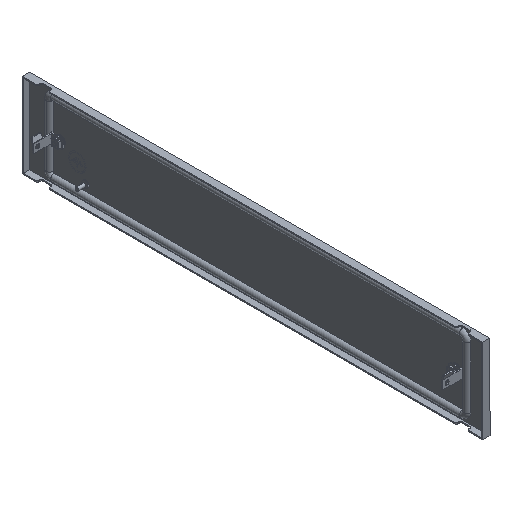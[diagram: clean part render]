
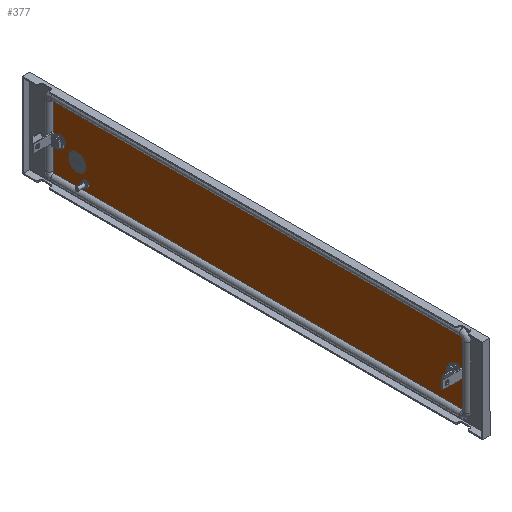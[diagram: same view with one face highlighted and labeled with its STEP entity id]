
A CAD part, isometric view. The second image highlights one B-rep face of the part: STEP entity #377.
In plain terms, the highlighted planar face has unit normal (-1, 0, 0).
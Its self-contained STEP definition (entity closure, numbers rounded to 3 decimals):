
#8 = DIRECTION ( 'NONE',  ( 0., -1., 0. ) ) ;
#79 = DIRECTION ( 'NONE',  ( 0., 1., 0. ) ) ;
#87 = VERTEX_POINT ( 'NONE', #8832 ) ;
#106 = ORIENTED_EDGE ( 'NONE', *, *, #5079, .T. ) ;
#218 = LINE ( 'NONE', #3018, #9216 ) ;
#238 = AXIS2_PLACEMENT_3D ( 'NONE', #10772, #1651, #7305 ) ;
#289 = DIRECTION ( 'NONE',  ( 1., 0., 0. ) ) ;
#377 = ADVANCED_FACE ( 'NONE', ( #1897, #1068, #4819, #4694, #5524 ), #8274, .F. ) ;
#544 = EDGE_CURVE ( 'NONE', #2355, #7559, #7128, .T. ) ;
#579 = AXIS2_PLACEMENT_3D ( 'NONE', #5556, #9478, #4542 ) ;
#582 = CARTESIAN_POINT ( 'NONE',  ( -2., -341.5, 0. ) ) ;
#675 = ORIENTED_EDGE ( 'NONE', *, *, #6214, .F. ) ;
#719 = AXIS2_PLACEMENT_3D ( 'NONE', #11521, #1573, #1454 ) ;
#766 = VECTOR ( 'NONE', #79, 1000. ) ;
#1050 = ORIENTED_EDGE ( 'NONE', *, *, #2151, .F. ) ;
#1068 = FACE_BOUND ( 'NONE', #2500, .T. ) ;
#1158 = AXIS2_PLACEMENT_3D ( 'NONE', #5676, #6444, #9077 ) ;
#1162 = EDGE_LOOP ( 'NONE', ( #11671, #5345 ) ) ;
#1235 = DIRECTION ( 'NONE',  ( 0., -1., 0. ) ) ;
#1258 = AXIS2_PLACEMENT_3D ( 'NONE', #10900, #5300, #7266 ) ;
#1323 = ORIENTED_EDGE ( 'NONE', *, *, #10594, .F. ) ;
#1436 = EDGE_CURVE ( 'NONE', #87, #11182, #5552, .T. ) ;
#1454 = DIRECTION ( 'NONE',  ( 0., -1., 0. ) ) ;
#1458 = CARTESIAN_POINT ( 'NONE',  ( -2., 354.5, -53. ) ) ;
#1573 = DIRECTION ( 'NONE',  ( -1., 0., 0. ) ) ;
#1651 = DIRECTION ( 'NONE',  ( -1., 0., 0. ) ) ;
#1681 = DIRECTION ( 'NONE',  ( 0., 0., -1. ) ) ;
#1705 = DIRECTION ( 'NONE',  ( -1., 0., 0. ) ) ;
#1730 = VERTEX_POINT ( 'NONE', #1458 ) ;
#1790 = VERTEX_POINT ( 'NONE', #11643 ) ;
#1864 = CIRCLE ( 'NONE', #719, 8.243 ) ;
#1873 = CARTESIAN_POINT ( 'NONE',  ( -2., 341.5, 8.243 ) ) ;
#1897 = FACE_BOUND ( 'NONE', #6567, .T. ) ;
#1968 = VECTOR ( 'NONE', #2547, 1000. ) ;
#2010 = CARTESIAN_POINT ( 'NONE',  ( -2., -352.5, 55. ) ) ;
#2136 = AXIS2_PLACEMENT_3D ( 'NONE', #4303, #4424, #4478 ) ;
#2151 = EDGE_CURVE ( 'NONE', #2455, #1790, #4380, .T. ) ;
#2230 = EDGE_CURVE ( 'NONE', #1730, #9997, #6118, .T. ) ;
#2300 = CARTESIAN_POINT ( 'NONE',  ( -2., 352.5, 55. ) ) ;
#2342 = VERTEX_POINT ( 'NONE', #10990 ) ;
#2355 = VERTEX_POINT ( 'NONE', #8187 ) ;
#2455 = VERTEX_POINT ( 'NONE', #7718 ) ;
#2500 = EDGE_LOOP ( 'NONE', ( #2733, #7219 ) ) ;
#2547 = DIRECTION ( 'NONE',  ( 0., 0., 1. ) ) ;
#2561 = VERTEX_POINT ( 'NONE', #11175 ) ;
#2637 = EDGE_CURVE ( 'NONE', #11302, #2342, #1864, .T. ) ;
#2709 = EDGE_CURVE ( 'NONE', #7974, #8190, #5855, .T. ) ;
#2733 = ORIENTED_EDGE ( 'NONE', *, *, #1436, .F. ) ;
#2856 = CIRCLE ( 'NONE', #579, 15. ) ;
#3014 = EDGE_CURVE ( 'NONE', #8190, #7974, #4775, .T. ) ;
#3018 = CARTESIAN_POINT ( 'NONE',  ( -2., -354.5, 0. ) ) ;
#3129 = AXIS2_PLACEMENT_3D ( 'NONE', #9518, #1705, #4276 ) ;
#3307 = VERTEX_POINT ( 'NONE', #2300 ) ;
#3476 = DIRECTION ( 'NONE',  ( 1., 0., 0. ) ) ;
#3627 = ORIENTED_EDGE ( 'NONE', *, *, #9052, .F. ) ;
#3657 = VECTOR ( 'NONE', #8799, 1000. ) ;
#3734 = CIRCLE ( 'NONE', #1258, 2. ) ;
#3768 = DIRECTION ( 'NONE',  ( -1., 0., 0. ) ) ;
#3785 = EDGE_LOOP ( 'NONE', ( #3877, #675 ) ) ;
#3796 = CARTESIAN_POINT ( 'NONE',  ( -2., 297.5, -18. ) ) ;
#3851 = CIRCLE ( 'NONE', #2136, 2. ) ;
#3877 = ORIENTED_EDGE ( 'NONE', *, *, #2637, .F. ) ;
#4276 = DIRECTION ( 'NONE',  ( 0., 0., -1. ) ) ;
#4303 = CARTESIAN_POINT ( 'NONE',  ( -2., -352.5, -53. ) ) ;
#4380 = LINE ( 'NONE', #6058, #3657 ) ;
#4424 = DIRECTION ( 'NONE',  ( 1., 0., 0. ) ) ;
#4478 = DIRECTION ( 'NONE',  ( 0., -1., 0. ) ) ;
#4542 = DIRECTION ( 'NONE',  ( 0., 0., -1. ) ) ;
#4643 = ORIENTED_EDGE ( 'NONE', *, *, #544, .F. ) ;
#4694 = FACE_BOUND ( 'NONE', #1162, .T. ) ;
#4775 = CIRCLE ( 'NONE', #7057, 8.243 ) ;
#4819 = FACE_BOUND ( 'NONE', #3785, .T. ) ;
#4945 = LINE ( 'NONE', #11752, #766 ) ;
#5042 = DIRECTION ( 'NONE',  ( -1., 0., 0. ) ) ;
#5079 = EDGE_CURVE ( 'NONE', #9644, #9825, #6291, .T. ) ;
#5300 = DIRECTION ( 'NONE',  ( -1., 0., 0. ) ) ;
#5345 = ORIENTED_EDGE ( 'NONE', *, *, #3014, .F. ) ;
#5416 = ORIENTED_EDGE ( 'NONE', *, *, #6428, .F. ) ;
#5524 = FACE_OUTER_BOUND ( 'NONE', #6650, .T. ) ;
#5552 = CIRCLE ( 'NONE', #238, 2.65 ) ;
#5556 = CARTESIAN_POINT ( 'NONE',  ( -2., 312.5, -18. ) ) ;
#5676 = CARTESIAN_POINT ( 'NONE',  ( -2., -352.5, 53. ) ) ;
#5855 = CIRCLE ( 'NONE', #11747, 8.243 ) ;
#5884 = CARTESIAN_POINT ( 'NONE',  ( -2., -354.5, 53. ) ) ;
#5923 = ORIENTED_EDGE ( 'NONE', *, *, #9088, .T. ) ;
#6053 = CARTESIAN_POINT ( 'NONE',  ( -2., 354.5, 53. ) ) ;
#6058 = CARTESIAN_POINT ( 'NONE',  ( -2., -352.5, -55. ) ) ;
#6118 = LINE ( 'NONE', #9753, #1968 ) ;
#6127 = DIRECTION ( 'NONE',  ( 0., -1., 0. ) ) ;
#6214 = EDGE_CURVE ( 'NONE', #2342, #11302, #9586, .T. ) ;
#6250 = ORIENTED_EDGE ( 'NONE', *, *, #2230, .F. ) ;
#6291 = CIRCLE ( 'NONE', #1158, 2. ) ;
#6329 = ORIENTED_EDGE ( 'NONE', *, *, #10615, .F. ) ;
#6428 = EDGE_CURVE ( 'NONE', #9644, #2561, #218, .T. ) ;
#6444 = DIRECTION ( 'NONE',  ( -1., 0., 0. ) ) ;
#6567 = EDGE_LOOP ( 'NONE', ( #3627, #4643 ) ) ;
#6643 = DIRECTION ( 'NONE',  ( 0., 0., -1. ) ) ;
#6650 = EDGE_LOOP ( 'NONE', ( #5416, #106, #5923, #8206, #6250, #1323, #1050, #6329 ) ) ;
#7057 = AXIS2_PLACEMENT_3D ( 'NONE', #9513, #5042, #1235 ) ;
#7128 = CIRCLE ( 'NONE', #3129, 15. ) ;
#7219 = ORIENTED_EDGE ( 'NONE', *, *, #7970, .F. ) ;
#7266 = DIRECTION ( 'NONE',  ( 0., 0., 1. ) ) ;
#7305 = DIRECTION ( 'NONE',  ( 0., 0., -1. ) ) ;
#7559 = VERTEX_POINT ( 'NONE', #3796 ) ;
#7718 = CARTESIAN_POINT ( 'NONE',  ( -2., -352.5, -55. ) ) ;
#7770 = CARTESIAN_POINT ( 'NONE',  ( -2., 341.5, -8.243 ) ) ;
#7793 = AXIS2_PLACEMENT_3D ( 'NONE', #8450, #289, #10123 ) ;
#7914 = DIRECTION ( 'NONE',  ( -1., 0., 0. ) ) ;
#7970 = EDGE_CURVE ( 'NONE', #11182, #87, #10117, .T. ) ;
#7974 = VERTEX_POINT ( 'NONE', #1873 ) ;
#8015 = CARTESIAN_POINT ( 'NONE',  ( -2., 297.5, -43. ) ) ;
#8036 = CIRCLE ( 'NONE', #10513, 2. ) ;
#8187 = CARTESIAN_POINT ( 'NONE',  ( -2., 327.5, -18. ) ) ;
#8190 = VERTEX_POINT ( 'NONE', #7770 ) ;
#8206 = ORIENTED_EDGE ( 'NONE', *, *, #9316, .T. ) ;
#8274 = PLANE ( 'NONE',  #7793 ) ;
#8450 = CARTESIAN_POINT ( 'NONE',  ( -2., 0., 0. ) ) ;
#8735 = CARTESIAN_POINT ( 'NONE',  ( -2., -341.5, 8.243 ) ) ;
#8799 = DIRECTION ( 'NONE',  ( 0., 1., 0. ) ) ;
#8832 = CARTESIAN_POINT ( 'NONE',  ( -2., 297.5, -45.65 ) ) ;
#9052 = EDGE_CURVE ( 'NONE', #7559, #2355, #2856, .T. ) ;
#9077 = DIRECTION ( 'NONE',  ( 0., -1., 0. ) ) ;
#9088 = EDGE_CURVE ( 'NONE', #9825, #3307, #4945, .T. ) ;
#9216 = VECTOR ( 'NONE', #6643, 1000. ) ;
#9280 = CARTESIAN_POINT ( 'NONE',  ( -2., 297.5, -40.35 ) ) ;
#9316 = EDGE_CURVE ( 'NONE', #3307, #9997, #3734, .T. ) ;
#9394 = AXIS2_PLACEMENT_3D ( 'NONE', #582, #7914, #6127 ) ;
#9478 = DIRECTION ( 'NONE',  ( -1., 0., 0. ) ) ;
#9513 = CARTESIAN_POINT ( 'NONE',  ( -2., 341.5, 0. ) ) ;
#9518 = CARTESIAN_POINT ( 'NONE',  ( -2., 312.5, -18. ) ) ;
#9586 = CIRCLE ( 'NONE', #9394, 8.243 ) ;
#9644 = VERTEX_POINT ( 'NONE', #5884 ) ;
#9753 = CARTESIAN_POINT ( 'NONE',  ( -2., 354.5, -53. ) ) ;
#9825 = VERTEX_POINT ( 'NONE', #2010 ) ;
#9846 = CARTESIAN_POINT ( 'NONE',  ( -2., 352.5, -53. ) ) ;
#9997 = VERTEX_POINT ( 'NONE', #6053 ) ;
#10035 = DIRECTION ( 'NONE',  ( 0., 0., -1. ) ) ;
#10117 = CIRCLE ( 'NONE', #11217, 2.65 ) ;
#10123 = DIRECTION ( 'NONE',  ( 0., 1., 0. ) ) ;
#10513 = AXIS2_PLACEMENT_3D ( 'NONE', #9846, #3476, #1681 ) ;
#10594 = EDGE_CURVE ( 'NONE', #1790, #1730, #8036, .T. ) ;
#10615 = EDGE_CURVE ( 'NONE', #2561, #2455, #3851, .T. ) ;
#10772 = CARTESIAN_POINT ( 'NONE',  ( -2., 297.5, -43. ) ) ;
#10900 = CARTESIAN_POINT ( 'NONE',  ( -2., 352.5, 53. ) ) ;
#10990 = CARTESIAN_POINT ( 'NONE',  ( -2., -341.5, -8.243 ) ) ;
#11175 = CARTESIAN_POINT ( 'NONE',  ( -2., -354.5, -53. ) ) ;
#11182 = VERTEX_POINT ( 'NONE', #9280 ) ;
#11217 = AXIS2_PLACEMENT_3D ( 'NONE', #8015, #11654, #10035 ) ;
#11302 = VERTEX_POINT ( 'NONE', #8735 ) ;
#11521 = CARTESIAN_POINT ( 'NONE',  ( -2., -341.5, 0. ) ) ;
#11643 = CARTESIAN_POINT ( 'NONE',  ( -2., 352.5, -55. ) ) ;
#11654 = DIRECTION ( 'NONE',  ( -1., 0., 0. ) ) ;
#11671 = ORIENTED_EDGE ( 'NONE', *, *, #2709, .F. ) ;
#11744 = CARTESIAN_POINT ( 'NONE',  ( -2., 341.5, 0. ) ) ;
#11747 = AXIS2_PLACEMENT_3D ( 'NONE', #11744, #3768, #8 ) ;
#11752 = CARTESIAN_POINT ( 'NONE',  ( -2., -352.5, 55. ) ) ;
